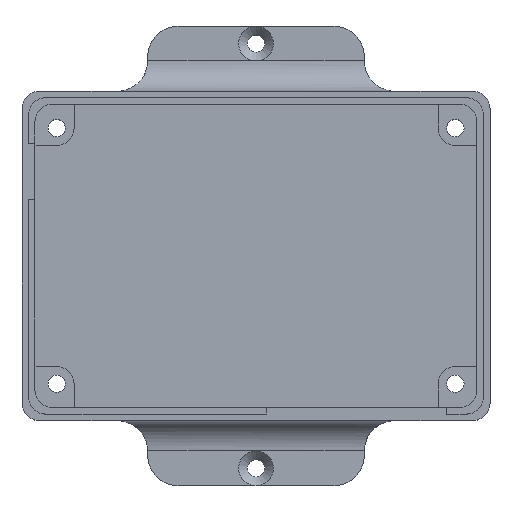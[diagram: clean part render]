
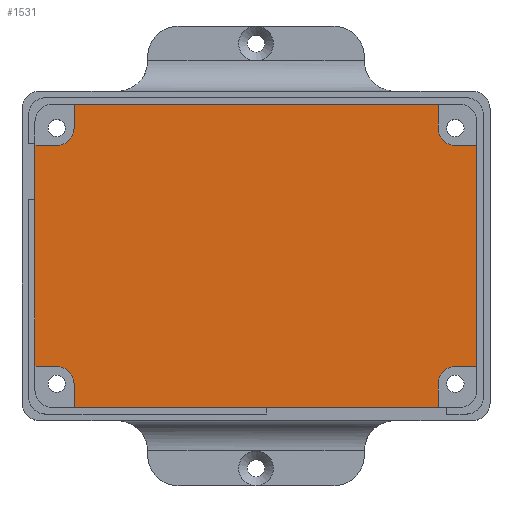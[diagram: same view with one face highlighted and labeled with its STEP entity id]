
A CAD part, top view. The second image highlights one B-rep face of the part: STEP entity #1531.
In plain terms, the highlighted planar face has unit normal (0, 0, 1).
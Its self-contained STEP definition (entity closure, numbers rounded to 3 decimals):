
#72=CIRCLE('',#1646,4.);
#73=CIRCLE('',#1647,4.);
#74=CIRCLE('',#1648,4.);
#75=CIRCLE('',#1649,4.);
#198=ORIENTED_EDGE('',*,*,#646,.F.);
#199=ORIENTED_EDGE('',*,*,#647,.T.);
#200=ORIENTED_EDGE('',*,*,#648,.T.);
#201=ORIENTED_EDGE('',*,*,#642,.F.);
#202=ORIENTED_EDGE('',*,*,#649,.F.);
#203=ORIENTED_EDGE('',*,*,#650,.F.);
#204=ORIENTED_EDGE('',*,*,#651,.T.);
#205=ORIENTED_EDGE('',*,*,#652,.T.);
#206=ORIENTED_EDGE('',*,*,#653,.F.);
#207=ORIENTED_EDGE('',*,*,#654,.T.);
#208=ORIENTED_EDGE('',*,*,#655,.T.);
#209=ORIENTED_EDGE('',*,*,#656,.T.);
#210=ORIENTED_EDGE('',*,*,#657,.F.);
#211=ORIENTED_EDGE('',*,*,#658,.F.);
#212=ORIENTED_EDGE('',*,*,#659,.T.);
#213=ORIENTED_EDGE('',*,*,#631,.F.);
#631=EDGE_CURVE('',#854,#855,#995,.T.);
#642=EDGE_CURVE('',#864,#865,#1006,.T.);
#646=EDGE_CURVE('',#868,#854,#1010,.T.);
#647=EDGE_CURVE('',#868,#869,#72,.T.);
#648=EDGE_CURVE('',#869,#865,#1011,.T.);
#649=EDGE_CURVE('',#870,#864,#1012,.T.);
#650=EDGE_CURVE('',#871,#870,#73,.T.);
#651=EDGE_CURVE('',#871,#872,#1013,.T.);
#652=EDGE_CURVE('',#872,#873,#1014,.T.);
#653=EDGE_CURVE('',#874,#873,#1015,.T.);
#654=EDGE_CURVE('',#874,#875,#74,.T.);
#655=EDGE_CURVE('',#875,#876,#1016,.T.);
#656=EDGE_CURVE('',#876,#877,#1017,.T.);
#657=EDGE_CURVE('',#878,#877,#1018,.T.);
#658=EDGE_CURVE('',#879,#878,#75,.T.);
#659=EDGE_CURVE('',#879,#855,#1019,.T.);
#854=VERTEX_POINT('',#2361);
#855=VERTEX_POINT('',#2363);
#864=VERTEX_POINT('',#2383);
#865=VERTEX_POINT('',#2385);
#868=VERTEX_POINT('',#2393);
#869=VERTEX_POINT('',#2395);
#870=VERTEX_POINT('',#2398);
#871=VERTEX_POINT('',#2400);
#872=VERTEX_POINT('',#2402);
#873=VERTEX_POINT('',#2404);
#874=VERTEX_POINT('',#2406);
#875=VERTEX_POINT('',#2408);
#876=VERTEX_POINT('',#2410);
#877=VERTEX_POINT('',#2412);
#878=VERTEX_POINT('',#2414);
#879=VERTEX_POINT('',#2416);
#995=LINE('',#2362,#1147);
#1006=LINE('',#2384,#1158);
#1010=LINE('',#2392,#1162);
#1011=LINE('',#2396,#1163);
#1012=LINE('',#2397,#1164);
#1013=LINE('',#2401,#1165);
#1014=LINE('',#2403,#1166);
#1015=LINE('',#2405,#1167);
#1016=LINE('',#2409,#1168);
#1017=LINE('',#2411,#1169);
#1018=LINE('',#2413,#1170);
#1019=LINE('',#2417,#1171);
#1147=VECTOR('',#1865,1000.);
#1158=VECTOR('',#1878,1000.);
#1162=VECTOR('',#1884,1000.);
#1163=VECTOR('',#1887,1000.);
#1164=VECTOR('',#1888,1000.);
#1165=VECTOR('',#1891,1000.);
#1166=VECTOR('',#1892,1000.);
#1167=VECTOR('',#1893,1000.);
#1168=VECTOR('',#1896,1000.);
#1169=VECTOR('',#1897,1000.);
#1170=VECTOR('',#1898,1000.);
#1171=VECTOR('',#1901,1000.);
#1269=EDGE_LOOP('',(#198,#199,#200,#201,#202,#203,#204,#205,#206,#207,#208,
#209,#210,#211,#212,#213));
#1377=FACE_BOUND('',#1269,.T.);
#1484=PLANE('',#1645);
#1531=ADVANCED_FACE('',(#1377),#1484,.T.);
#1645=AXIS2_PLACEMENT_3D('',#2391,#1882,#1883);
#1646=AXIS2_PLACEMENT_3D('',#2394,#1885,#1886);
#1647=AXIS2_PLACEMENT_3D('',#2399,#1889,#1890);
#1648=AXIS2_PLACEMENT_3D('',#2407,#1894,#1895);
#1649=AXIS2_PLACEMENT_3D('',#2415,#1899,#1900);
#1865=DIRECTION('',(-1.,0.,0.));
#1878=DIRECTION('',(0.,-1.,0.));
#1882=DIRECTION('',(0.,0.,1.));
#1883=DIRECTION('',(1.,0.,0.));
#1884=DIRECTION('',(0.,-1.,0.));
#1885=DIRECTION('',(0.,0.,-1.));
#1886=DIRECTION('',(1.,0.,0.));
#1887=DIRECTION('',(1.,0.,0.));
#1888=DIRECTION('',(1.,0.,0.));
#1889=DIRECTION('',(0.,0.,1.));
#1890=DIRECTION('',(1.,0.,0.));
#1891=DIRECTION('',(0.,1.,0.));
#1892=DIRECTION('',(-1.,0.,0.));
#1893=DIRECTION('',(0.,1.,0.));
#1894=DIRECTION('',(0.,0.,-1.));
#1895=DIRECTION('',(1.,0.,0.));
#1896=DIRECTION('',(-1.,0.,0.));
#1897=DIRECTION('',(0.,-1.,0.));
#1898=DIRECTION('',(-1.,0.,0.));
#1899=DIRECTION('',(0.,0.,1.));
#1900=DIRECTION('',(1.,0.,0.));
#1901=DIRECTION('',(0.,-1.,0.));
#2361=CARTESIAN_POINT('',(42.,-35.,-5.));
#2362=CARTESIAN_POINT('',(46.5,-35.,-5.));
#2363=CARTESIAN_POINT('',(-42.,-35.,-5.));
#2383=CARTESIAN_POINT('',(51.,25.5,-5.));
#2384=CARTESIAN_POINT('',(51.,30.25,-5.));
#2385=CARTESIAN_POINT('',(51.,-25.5,-5.));
#2391=CARTESIAN_POINT('',(0.,0.,-5.));
#2392=CARTESIAN_POINT('',(42.,-32.25,-5.));
#2393=CARTESIAN_POINT('',(42.,-29.5,-5.));
#2394=CARTESIAN_POINT('',(46.,-29.5,-5.));
#2395=CARTESIAN_POINT('',(46.,-25.5,-5.));
#2396=CARTESIAN_POINT('',(48.5,-25.5,-5.));
#2397=CARTESIAN_POINT('',(48.5,25.5,-5.));
#2398=CARTESIAN_POINT('',(46.,25.5,-5.));
#2399=CARTESIAN_POINT('',(46.,29.5,-5.));
#2400=CARTESIAN_POINT('',(42.,29.5,-5.));
#2401=CARTESIAN_POINT('',(42.,32.25,-5.));
#2402=CARTESIAN_POINT('',(42.,35.,-5.));
#2403=CARTESIAN_POINT('',(-46.5,35.,-5.));
#2404=CARTESIAN_POINT('',(-42.,35.,-5.));
#2405=CARTESIAN_POINT('',(-42.,32.25,-5.));
#2406=CARTESIAN_POINT('',(-42.,29.5,-5.));
#2407=CARTESIAN_POINT('',(-46.,29.5,-5.));
#2408=CARTESIAN_POINT('',(-46.,25.5,-5.));
#2409=CARTESIAN_POINT('',(-48.5,25.5,-5.));
#2410=CARTESIAN_POINT('',(-51.,25.5,-5.));
#2411=CARTESIAN_POINT('',(-51.,-30.25,-5.));
#2412=CARTESIAN_POINT('',(-51.,-25.5,-5.));
#2413=CARTESIAN_POINT('',(-48.5,-25.5,-5.));
#2414=CARTESIAN_POINT('',(-46.,-25.5,-5.));
#2415=CARTESIAN_POINT('',(-46.,-29.5,-5.));
#2416=CARTESIAN_POINT('',(-42.,-29.5,-5.));
#2417=CARTESIAN_POINT('',(-42.,-32.25,-5.));
